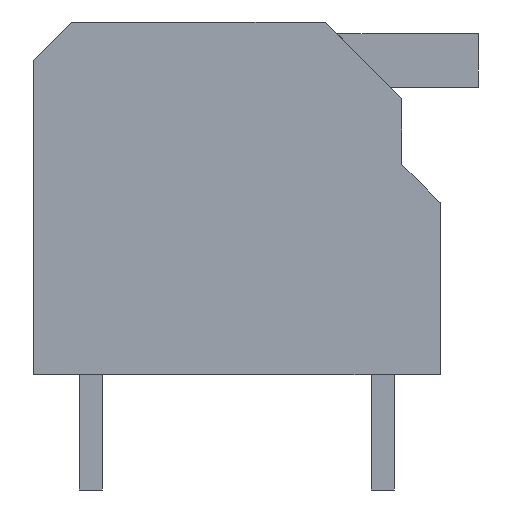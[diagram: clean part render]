
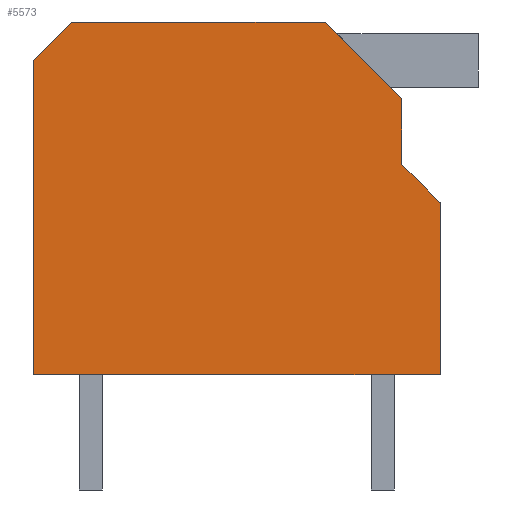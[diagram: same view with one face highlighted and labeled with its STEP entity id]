
A CAD part, left-side view. The second image highlights one B-rep face of the part: STEP entity #5573.
In plain terms, the highlighted planar face has unit normal (-1, 0, 0).
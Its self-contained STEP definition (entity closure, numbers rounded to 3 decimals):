
#200 = DIRECTION ( 'NONE',  ( 1., 0., 0. ) ) ;
#293 = VECTOR ( 'NONE', #5723, 1000. ) ;
#320 = CARTESIAN_POINT ( 'NONE',  ( 0., 0., 4.5 ) ) ;
#334 = VECTOR ( 'NONE', #7109, 1000. ) ;
#474 = ORIENTED_EDGE ( 'NONE', *, *, #1725, .T. ) ;
#556 = LINE ( 'NONE', #3634, #2512 ) ;
#627 = AXIS2_PLACEMENT_3D ( 'NONE', #5394, #200, #4654 ) ;
#1254 = ORIENTED_EDGE ( 'NONE', *, *, #2229, .F. ) ;
#1518 = LINE ( 'NONE', #5182, #5266 ) ;
#1589 = VERTEX_POINT ( 'NONE', #9374 ) ;
#1696 = LINE ( 'NONE', #5301, #7184 ) ;
#1710 = LINE ( 'NONE', #6245, #5691 ) ;
#1725 = EDGE_CURVE ( 'NONE', #1589, #9099, #556, .T. ) ;
#2005 = CARTESIAN_POINT ( 'NONE',  ( 0., 0., 0. ) ) ;
#2055 = ORIENTED_EDGE ( 'NONE', *, *, #2070, .F. ) ;
#2070 = EDGE_CURVE ( 'NONE', #1589, #8385, #2269, .T. ) ;
#2166 = VERTEX_POINT ( 'NONE', #5586 ) ;
#2229 = EDGE_CURVE ( 'NONE', #2166, #5313, #2615, .T. ) ;
#2236 = CARTESIAN_POINT ( 'NONE',  ( 0., 1., 7.2 ) ) ;
#2269 = LINE ( 'NONE', #7865, #334 ) ;
#2466 = LINE ( 'NONE', #7211, #293 ) ;
#2512 = VECTOR ( 'NONE', #7377, 1000. ) ;
#2615 = LINE ( 'NONE', #320, #8363 ) ;
#2955 = VECTOR ( 'NONE', #3421, 1000. ) ;
#3421 = DIRECTION ( 'NONE',  ( 0., 0., 1. ) ) ;
#3634 = CARTESIAN_POINT ( 'NONE',  ( 0., 0., 0. ) ) ;
#4234 = EDGE_CURVE ( 'NONE', #6376, #5692, #4844, .T. ) ;
#4341 = CARTESIAN_POINT ( 'NONE',  ( 0., 10.6, 8.2 ) ) ;
#4616 = VECTOR ( 'NONE', #7943, 1000. ) ;
#4654 = DIRECTION ( 'NONE',  ( 0., 0., -1. ) ) ;
#4683 = PLANE ( 'NONE',  #627 ) ;
#4773 = EDGE_CURVE ( 'NONE', #5692, #4995, #2466, .T. ) ;
#4844 = LINE ( 'NONE', #8697, #4616 ) ;
#4995 = VERTEX_POINT ( 'NONE', #2236 ) ;
#5182 = CARTESIAN_POINT ( 'NONE',  ( 0., 0.505, 4.995 ) ) ;
#5266 = VECTOR ( 'NONE', #7402, 1000. ) ;
#5301 = CARTESIAN_POINT ( 'NONE',  ( 0., 1., 4.5 ) ) ;
#5313 = VERTEX_POINT ( 'NONE', #6081 ) ;
#5394 = CARTESIAN_POINT ( 'NONE',  ( 0., 0., 0. ) ) ;
#5430 = EDGE_LOOP ( 'NONE', ( #2055, #474, #7435, #1254, #8295, #6628, #6589, #8912, #6038 ) ) ;
#5478 = DIRECTION ( 'NONE',  ( 0., -0.707, 0.707 ) ) ;
#5573 = ADVANCED_FACE ( 'NONE', ( #9103 ), #4683, .F. ) ;
#5586 = CARTESIAN_POINT ( 'NONE',  ( 0., 0.01, 4.5 ) ) ;
#5625 = EDGE_CURVE ( 'NONE', #8385, #6376, #1710, .T. ) ;
#5691 = VECTOR ( 'NONE', #5478, 1000. ) ;
#5692 = VERTEX_POINT ( 'NONE', #5914 ) ;
#5723 = DIRECTION ( 'NONE',  ( 0., -0.707, -0.707 ) ) ;
#5785 = EDGE_CURVE ( 'NONE', #7878, #4995, #1696, .T. ) ;
#5914 = CARTESIAN_POINT ( 'NONE',  ( 0., 3., 9.2 ) ) ;
#6038 = ORIENTED_EDGE ( 'NONE', *, *, #5625, .F. ) ;
#6081 = CARTESIAN_POINT ( 'NONE',  ( 0., 0., 4.5 ) ) ;
#6083 = DIRECTION ( 'NONE',  ( 0., 0., 1. ) ) ;
#6095 = EDGE_CURVE ( 'NONE', #9099, #5313, #6954, .T. ) ;
#6245 = CARTESIAN_POINT ( 'NONE',  ( 0., 10.6, 8.2 ) ) ;
#6250 = CARTESIAN_POINT ( 'NONE',  ( 0., 1., 5.49 ) ) ;
#6376 = VERTEX_POINT ( 'NONE', #7613 ) ;
#6409 = CARTESIAN_POINT ( 'NONE',  ( 0., 0., 0. ) ) ;
#6589 = ORIENTED_EDGE ( 'NONE', *, *, #4773, .F. ) ;
#6628 = ORIENTED_EDGE ( 'NONE', *, *, #5785, .T. ) ;
#6954 = LINE ( 'NONE', #2005, #2955 ) ;
#7109 = DIRECTION ( 'NONE',  ( 0., 0., 1. ) ) ;
#7184 = VECTOR ( 'NONE', #6083, 1000. ) ;
#7211 = CARTESIAN_POINT ( 'NONE',  ( 0., 3., 9.2 ) ) ;
#7377 = DIRECTION ( 'NONE',  ( 0., -1., 0. ) ) ;
#7402 = DIRECTION ( 'NONE',  ( 0., -0.707, -0.707 ) ) ;
#7435 = ORIENTED_EDGE ( 'NONE', *, *, #6095, .T. ) ;
#7613 = CARTESIAN_POINT ( 'NONE',  ( 0., 9.6, 9.2 ) ) ;
#7865 = CARTESIAN_POINT ( 'NONE',  ( 0., 10.6, 0. ) ) ;
#7878 = VERTEX_POINT ( 'NONE', #6250 ) ;
#7943 = DIRECTION ( 'NONE',  ( 0., -1., 0. ) ) ;
#7991 = EDGE_CURVE ( 'NONE', #7878, #2166, #1518, .T. ) ;
#8295 = ORIENTED_EDGE ( 'NONE', *, *, #7991, .F. ) ;
#8363 = VECTOR ( 'NONE', #9256, 1000. ) ;
#8385 = VERTEX_POINT ( 'NONE', #4341 ) ;
#8697 = CARTESIAN_POINT ( 'NONE',  ( 0., 0., 9.2 ) ) ;
#8912 = ORIENTED_EDGE ( 'NONE', *, *, #4234, .F. ) ;
#9099 = VERTEX_POINT ( 'NONE', #6409 ) ;
#9103 = FACE_OUTER_BOUND ( 'NONE', #5430, .T. ) ;
#9256 = DIRECTION ( 'NONE',  ( 0., -1., 0. ) ) ;
#9374 = CARTESIAN_POINT ( 'NONE',  ( 0., 10.6, 0. ) ) ;
